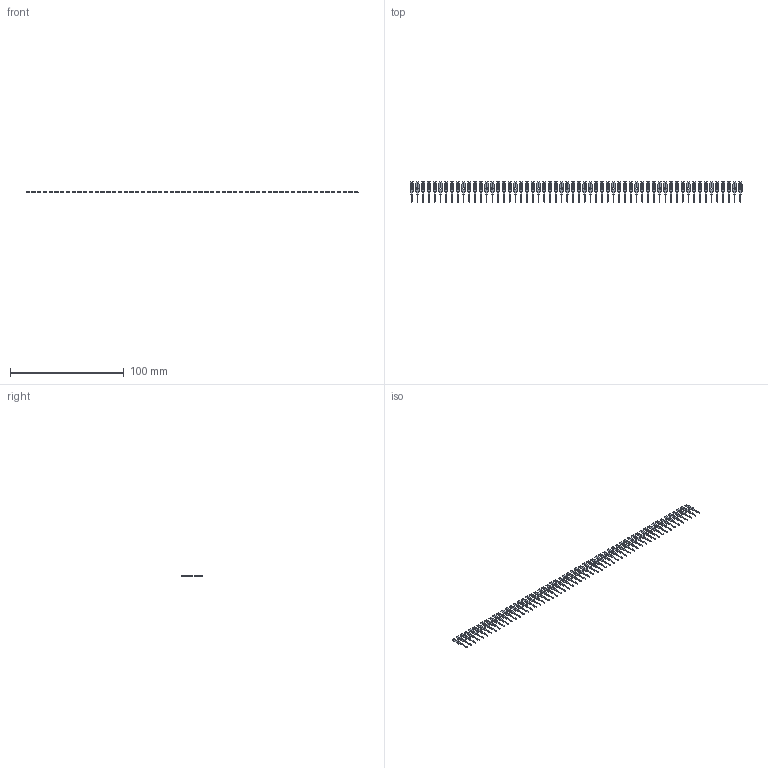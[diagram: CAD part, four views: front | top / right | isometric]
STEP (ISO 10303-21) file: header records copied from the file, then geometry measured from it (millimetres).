
FILE_DESCRIPTION (( 'STEP AP203' ), '1' );
FILE_NAME ('103-058-251-200.STEP', '2020-04-09T21:47:30', ( '' ), ( '' ), 'SwSTEP 2.0', 'SolidWorks 2016', '' );
FILE_SCHEMA (( 'CONFIG_CONTROL_DESIGN' ));
Length unit declared in the file: inch
Products named in the file (2): 100-290-001_100-290-251; 103-058-251-200
Assembly tree (58 placements, depth 2):
  103-058-251-200
    100-290-001_100-290-251  x58
Bounding box: 292.48 x 17.9 x 0.66 mm (x, y, z)
Volume: 1060.4 mm3; surface area: 5212.3 mm2
Topology: 58 solids, 58 shells, 1624 faces, 4524 edges, 3016 vertices
Faces by surface type: plane 1276, cylinder 348
Entity records: 2918 total; most frequent: DIRECTION 264, CARTESIAN_POINT 231, ORIENTED_EDGE 156, DATE_AND_TIME 126, CALENDAR_DATE 126, COORDINATED_UNIVERSAL_TIME_OFFSET 126, LOCAL_TIME 126, AXIS2_PLACEMENT_3D 101
